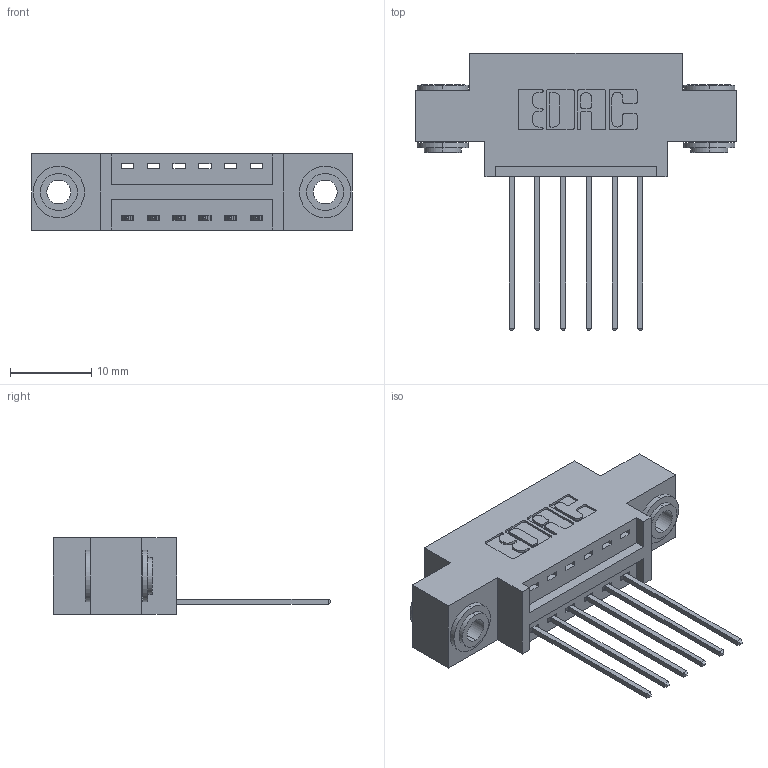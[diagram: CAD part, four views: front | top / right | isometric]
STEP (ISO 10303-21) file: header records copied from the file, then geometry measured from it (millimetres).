
FILE_DESCRIPTION (( 'STEP AP203' ), '1' );
FILE_NAME ('346-006-541-603.STEP', '2018-08-17T03:16:56', ( '' ), ( '' ), 'SwSTEP 2.0', 'SolidWorks 2016', '' );
FILE_SCHEMA (( 'CONFIG_CONTROL_DESIGN' ));
Length unit declared in the file: inch
Products named in the file (4): 345-292-001_345-293-141; 345-250-002_345-250-002-102; 346-006-541-603; 346 Part_0.170 Offset - 0.156 Dia-TH
Assembly tree (9 placements, depth 2):
  346-006-541-603
    346 Part_0.170 Offset - 0.156 Dia-TH
    345-292-001_345-293-141  x6
    345-250-002_345-250-002-102  x2
Bounding box: 39.62 x 34.29 x 9.4 mm (x, y, z)
Volume: 3429.4 mm3; surface area: 4395.7 mm2
Topology: 9 solids, 9 shells, 512 faces, 1473 edges, 970 vertices
Faces by surface type: plane 330, cylinder 174, cone 8
Entity records: 9370 total; most frequent: CARTESIAN_POINT 1597, ORIENTED_EDGE 1530, DIRECTION 1483, EDGE_CURVE 765, LINE 585, VECTOR 585, VERTEX_POINT 506, AXIS2_PLACEMENT_3D 449
